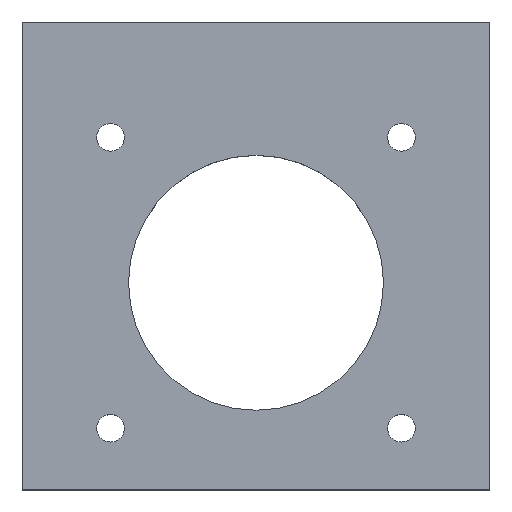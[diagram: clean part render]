
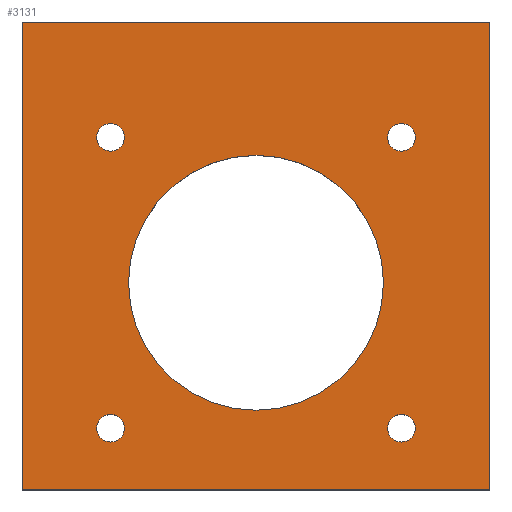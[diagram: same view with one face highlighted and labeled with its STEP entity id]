
A CAD part, top view. The second image highlights one B-rep face of the part: STEP entity #3131.
In plain terms, the highlighted planar face has unit normal (0, 0, 1).
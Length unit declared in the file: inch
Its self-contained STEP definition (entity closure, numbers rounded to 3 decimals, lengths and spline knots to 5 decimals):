
#4 = AXIS2_PLACEMENT_3D ( 'NONE', #3056, #1117, #3068 ) ;
#94 = DIRECTION ( 'NONE',  ( 0., 0., 1. ) ) ;
#101 = CARTESIAN_POINT ( 'NONE',  ( -0.59055, 0.48155, 1.125 ) ) ;
#116 = FACE_BOUND ( 'NONE', #2727, .T. ) ;
#151 = DIRECTION ( 'NONE',  ( -1., 0., 0. ) ) ;
#192 = EDGE_CURVE ( 'NONE', #2387, #2220, #2327, .T. ) ;
#199 = VERTEX_POINT ( 'NONE', #206 ) ;
#206 = CARTESIAN_POINT ( 'NONE',  ( 0.95, -0.95, 1.125 ) ) ;
#228 = EDGE_CURVE ( 'NONE', #246, #1632, #272, .T. ) ;
#237 = ORIENTED_EDGE ( 'NONE', *, *, #3323, .F. ) ;
#246 = VERTEX_POINT ( 'NONE', #4038 ) ;
#262 = CARTESIAN_POINT ( 'NONE',  ( 0.95, 0.95, 1.125 ) ) ;
#264 = DIRECTION ( 'NONE',  ( 0., 0., 1. ) ) ;
#272 = CIRCLE ( 'NONE', #769, 0.056 ) ;
#307 = ORIENTED_EDGE ( 'NONE', *, *, #2551, .F. ) ;
#373 = VERTEX_POINT ( 'NONE', #2507 ) ;
#379 = CARTESIAN_POINT ( 'NONE',  ( 0.64655, -0.69955, 1.125 ) ) ;
#382 = CIRCLE ( 'NONE', #3830, 0.056 ) ;
#423 = VECTOR ( 'NONE', #812, 39.37008 ) ;
#426 = AXIS2_PLACEMENT_3D ( 'NONE', #3950, #94, #3348 ) ;
#446 = ORIENTED_EDGE ( 'NONE', *, *, #192, .T. ) ;
#450 = DIRECTION ( 'NONE',  ( 0., 0., 1. ) ) ;
#475 = FACE_BOUND ( 'NONE', #1804, .T. ) ;
#494 = CARTESIAN_POINT ( 'NONE',  ( -0.95, 0.95, 1.125 ) ) ;
#518 = CARTESIAN_POINT ( 'NONE',  ( -0.53455, -0.69955, 1.125 ) ) ;
#666 = FACE_BOUND ( 'NONE', #2885, .T. ) ;
#704 = ORIENTED_EDGE ( 'NONE', *, *, #2523, .F. ) ;
#707 = DIRECTION ( 'NONE',  ( 1., 0., 0. ) ) ;
#747 = AXIS2_PLACEMENT_3D ( 'NONE', #101, #450, #809 ) ;
#757 = CARTESIAN_POINT ( 'NONE',  ( -0.95, 0.95, 1.125 ) ) ;
#769 = AXIS2_PLACEMENT_3D ( 'NONE', #2434, #1826, #826 ) ;
#809 = DIRECTION ( 'NONE',  ( 1., 0., 0. ) ) ;
#812 = DIRECTION ( 'NONE',  ( 0., -1., 0. ) ) ;
#821 = DIRECTION ( 'NONE',  ( -1., 0., 0. ) ) ;
#826 = DIRECTION ( 'NONE',  ( 1., 0., 0. ) ) ;
#828 = VECTOR ( 'NONE', #3861, 39.37008 ) ;
#842 = AXIS2_PLACEMENT_3D ( 'NONE', #2604, #2578, #3543 ) ;
#876 = EDGE_CURVE ( 'NONE', #1135, #3322, #2676, .T. ) ;
#906 = CARTESIAN_POINT ( 'NONE',  ( 0.53455, -0.69955, 1.125 ) ) ;
#922 = DIRECTION ( 'NONE',  ( 1., 0., 0. ) ) ;
#952 = AXIS2_PLACEMENT_3D ( 'NONE', #4077, #1880, #1589 ) ;
#990 = VERTEX_POINT ( 'NONE', #262 ) ;
#1019 = DIRECTION ( 'NONE',  ( 0., 0., 1. ) ) ;
#1056 = CIRCLE ( 'NONE', #842, 0.5175 ) ;
#1058 = EDGE_CURVE ( 'NONE', #373, #3712, #1056, .T. ) ;
#1073 = LINE ( 'NONE', #2069, #1280 ) ;
#1088 = CIRCLE ( 'NONE', #1923, 0.5175 ) ;
#1117 = DIRECTION ( 'NONE',  ( 0., 0., 1. ) ) ;
#1125 = LINE ( 'NONE', #3298, #828 ) ;
#1135 = VERTEX_POINT ( 'NONE', #379 ) ;
#1199 = DIRECTION ( 'NONE',  ( 1., 0., 0. ) ) ;
#1227 = CIRCLE ( 'NONE', #4, 0.056 ) ;
#1280 = VECTOR ( 'NONE', #151, 39.37008 ) ;
#1282 = ORIENTED_EDGE ( 'NONE', *, *, #228, .F. ) ;
#1296 = CARTESIAN_POINT ( 'NONE',  ( 0.59055, 0.48155, 1.125 ) ) ;
#1471 = AXIS2_PLACEMENT_3D ( 'NONE', #1985, #2959, #1689 ) ;
#1554 = EDGE_CURVE ( 'NONE', #3712, #373, #1088, .T. ) ;
#1589 = DIRECTION ( 'NONE',  ( 1., 0., 0. ) ) ;
#1597 = EDGE_CURVE ( 'NONE', #4096, #1841, #2650, .T. ) ;
#1632 = VERTEX_POINT ( 'NONE', #3585 ) ;
#1689 = DIRECTION ( 'NONE',  ( 1., 0., 0. ) ) ;
#1715 = EDGE_CURVE ( 'NONE', #1632, #246, #3592, .T. ) ;
#1795 = PLANE ( 'NONE',  #3646 ) ;
#1804 = EDGE_LOOP ( 'NONE', ( #2924, #307 ) ) ;
#1826 = DIRECTION ( 'NONE',  ( 0., 0., 1. ) ) ;
#1831 = EDGE_CURVE ( 'NONE', #3074, #2821, #2106, .T. ) ;
#1841 = VERTEX_POINT ( 'NONE', #2500 ) ;
#1872 = AXIS2_PLACEMENT_3D ( 'NONE', #2506, #3136, #1199 ) ;
#1880 = DIRECTION ( 'NONE',  ( 0., 0., 1. ) ) ;
#1923 = AXIS2_PLACEMENT_3D ( 'NONE', #2642, #1019, #707 ) ;
#1985 = CARTESIAN_POINT ( 'NONE',  ( 0.59055, 0.48155, 1.125 ) ) ;
#2069 = CARTESIAN_POINT ( 'NONE',  ( 0.95, -0.95, 1.125 ) ) ;
#2106 = CIRCLE ( 'NONE', #952, 0.056 ) ;
#2121 = CARTESIAN_POINT ( 'NONE',  ( -0.95, 0.75, 1.125 ) ) ;
#2192 = VECTOR ( 'NONE', #821, 39.37008 ) ;
#2220 = VERTEX_POINT ( 'NONE', #3724 ) ;
#2238 = CARTESIAN_POINT ( 'NONE',  ( -0.95, 0.95, 1.125 ) ) ;
#2294 = CIRCLE ( 'NONE', #1872, 0.056 ) ;
#2299 = ORIENTED_EDGE ( 'NONE', *, *, #1597, .F. ) ;
#2327 = LINE ( 'NONE', #494, #423 ) ;
#2387 = VERTEX_POINT ( 'NONE', #2238 ) ;
#2434 = CARTESIAN_POINT ( 'NONE',  ( -0.59055, 0.48155, 1.125 ) ) ;
#2464 = CARTESIAN_POINT ( 'NONE',  ( 0.5175, -0.109, 1.125 ) ) ;
#2500 = CARTESIAN_POINT ( 'NONE',  ( 0.53455, 0.48155, 1.125 ) ) ;
#2506 = CARTESIAN_POINT ( 'NONE',  ( 0.59055, -0.69955, 1.125 ) ) ;
#2507 = CARTESIAN_POINT ( 'NONE',  ( -0.5175, -0.109, 1.125 ) ) ;
#2523 = EDGE_CURVE ( 'NONE', #199, #2220, #1073, .T. ) ;
#2533 = DIRECTION ( 'NONE',  ( 0., 0., 1. ) ) ;
#2551 = EDGE_CURVE ( 'NONE', #2821, #3074, #1227, .T. ) ;
#2578 = DIRECTION ( 'NONE',  ( 0., 0., 1. ) ) ;
#2604 = CARTESIAN_POINT ( 'NONE',  ( 0., -0.109, 1.125 ) ) ;
#2642 = CARTESIAN_POINT ( 'NONE',  ( 0., -0.109, 1.125 ) ) ;
#2650 = CIRCLE ( 'NONE', #1471, 0.056 ) ;
#2676 = CIRCLE ( 'NONE', #426, 0.056 ) ;
#2727 = EDGE_LOOP ( 'NONE', ( #2299, #3456 ) ) ;
#2730 = EDGE_LOOP ( 'NONE', ( #3979, #3004 ) ) ;
#2821 = VERTEX_POINT ( 'NONE', #3208 ) ;
#2837 = CARTESIAN_POINT ( 'NONE',  ( 0.64655, 0.48155, 1.125 ) ) ;
#2885 = EDGE_LOOP ( 'NONE', ( #2902, #237 ) ) ;
#2888 = EDGE_CURVE ( 'NONE', #1841, #4096, #382, .T. ) ;
#2891 = EDGE_LOOP ( 'NONE', ( #1282, #3970 ) ) ;
#2902 = ORIENTED_EDGE ( 'NONE', *, *, #876, .F. ) ;
#2924 = ORIENTED_EDGE ( 'NONE', *, *, #1831, .F. ) ;
#2959 = DIRECTION ( 'NONE',  ( 0., 0., 1. ) ) ;
#3004 = ORIENTED_EDGE ( 'NONE', *, *, #1058, .F. ) ;
#3012 = EDGE_CURVE ( 'NONE', #990, #2387, #3433, .T. ) ;
#3056 = CARTESIAN_POINT ( 'NONE',  ( -0.59055, -0.69955, 1.125 ) ) ;
#3068 = DIRECTION ( 'NONE',  ( 1., 0., 0. ) ) ;
#3074 = VERTEX_POINT ( 'NONE', #518 ) ;
#3131 = ADVANCED_FACE ( 'NONE', ( #3879, #116, #666, #475, #3978, #3142 ), #1795, .T. ) ;
#3136 = DIRECTION ( 'NONE',  ( 0., 0., 1. ) ) ;
#3142 = FACE_OUTER_BOUND ( 'NONE', #4067, .T. ) ;
#3208 = CARTESIAN_POINT ( 'NONE',  ( -0.64655, -0.69955, 1.125 ) ) ;
#3298 = CARTESIAN_POINT ( 'NONE',  ( 0.95, 0.95, 1.125 ) ) ;
#3322 = VERTEX_POINT ( 'NONE', #906 ) ;
#3323 = EDGE_CURVE ( 'NONE', #3322, #1135, #2294, .T. ) ;
#3348 = DIRECTION ( 'NONE',  ( 1., 0., 0. ) ) ;
#3354 = ORIENTED_EDGE ( 'NONE', *, *, #3012, .T. ) ;
#3433 = LINE ( 'NONE', #757, #2192 ) ;
#3456 = ORIENTED_EDGE ( 'NONE', *, *, #2888, .F. ) ;
#3500 = EDGE_CURVE ( 'NONE', #199, #990, #1125, .T. ) ;
#3543 = DIRECTION ( 'NONE',  ( 1., 0., 0. ) ) ;
#3585 = CARTESIAN_POINT ( 'NONE',  ( -0.64655, 0.48155, 1.125 ) ) ;
#3592 = CIRCLE ( 'NONE', #747, 0.056 ) ;
#3646 = AXIS2_PLACEMENT_3D ( 'NONE', #2121, #264, #3790 ) ;
#3712 = VERTEX_POINT ( 'NONE', #2464 ) ;
#3724 = CARTESIAN_POINT ( 'NONE',  ( -0.95, -0.95, 1.125 ) ) ;
#3790 = DIRECTION ( 'NONE',  ( 1., 0., 0. ) ) ;
#3830 = AXIS2_PLACEMENT_3D ( 'NONE', #1296, #2533, #922 ) ;
#3840 = ORIENTED_EDGE ( 'NONE', *, *, #3500, .T. ) ;
#3861 = DIRECTION ( 'NONE',  ( 0., 1., 0. ) ) ;
#3879 = FACE_BOUND ( 'NONE', #2891, .T. ) ;
#3950 = CARTESIAN_POINT ( 'NONE',  ( 0.59055, -0.69955, 1.125 ) ) ;
#3970 = ORIENTED_EDGE ( 'NONE', *, *, #1715, .F. ) ;
#3978 = FACE_BOUND ( 'NONE', #2730, .T. ) ;
#3979 = ORIENTED_EDGE ( 'NONE', *, *, #1554, .F. ) ;
#4038 = CARTESIAN_POINT ( 'NONE',  ( -0.53455, 0.48155, 1.125 ) ) ;
#4067 = EDGE_LOOP ( 'NONE', ( #446, #704, #3840, #3354 ) ) ;
#4077 = CARTESIAN_POINT ( 'NONE',  ( -0.59055, -0.69955, 1.125 ) ) ;
#4096 = VERTEX_POINT ( 'NONE', #2837 ) ;
